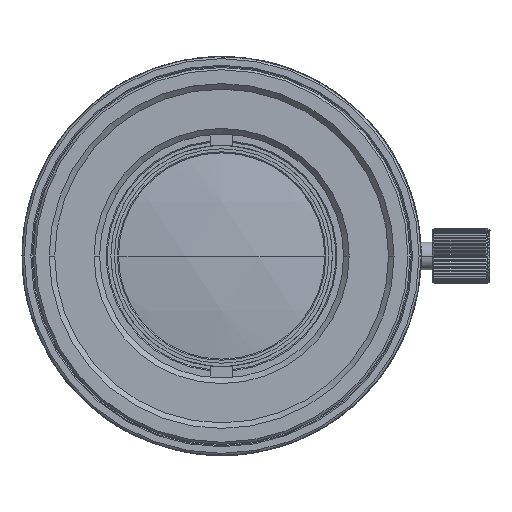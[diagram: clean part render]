
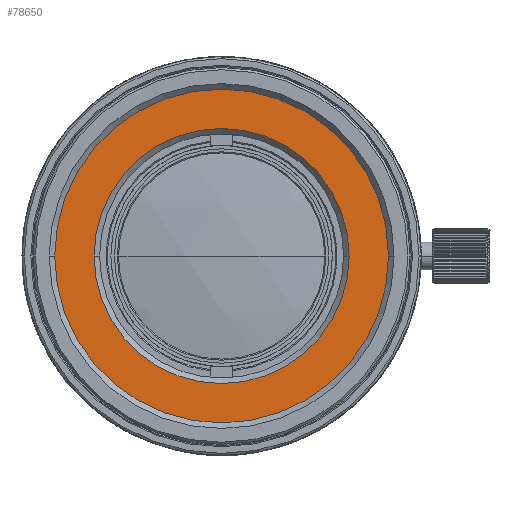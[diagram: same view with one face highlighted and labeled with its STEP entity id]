
A CAD part, left-side view. The second image highlights one B-rep face of the part: STEP entity #78650.
In plain terms, the highlighted planar face has unit normal (-1, 0, 0).
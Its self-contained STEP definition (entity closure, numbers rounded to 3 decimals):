
#780 = CARTESIAN_POINT ( 'NONE',  ( -54.226, 11.5, 0. ) ) ;
#3144 = AXIS2_PLACEMENT_3D ( 'NONE', #17398, #81374, #108545 ) ;
#5975 = FACE_OUTER_BOUND ( 'NONE', #81878, .T. ) ;
#8567 = EDGE_CURVE ( 'NONE', #115115, #116861, #103170, .T. ) ;
#8648 = DIRECTION ( 'NONE',  ( 0., -1., 0. ) ) ;
#9136 = ORIENTED_EDGE ( 'NONE', *, *, #116421, .F. ) ;
#10109 = VERTEX_POINT ( 'NONE', #72978 ) ;
#15237 = CARTESIAN_POINT ( 'NONE',  ( -54.226, -15.55, 0. ) ) ;
#17398 = CARTESIAN_POINT ( 'NONE',  ( -54.226, 0., 0. ) ) ;
#20147 = CARTESIAN_POINT ( 'NONE',  ( -54.226, 0., 0. ) ) ;
#21323 = DIRECTION ( 'NONE',  ( 0., 1., 0. ) ) ;
#24043 = DIRECTION ( 'NONE',  ( 0., 1., 0. ) ) ;
#26989 = ORIENTED_EDGE ( 'NONE', *, *, #32574, .F. ) ;
#29693 = DIRECTION ( 'NONE',  ( -1., 0., 0. ) ) ;
#32574 = EDGE_CURVE ( 'NONE', #10109, #108245, #102218, .T. ) ;
#34321 = PLANE ( 'NONE',  #60359 ) ;
#36396 = CARTESIAN_POINT ( 'NONE',  ( -54.226, 0., 0. ) ) ;
#39436 = CIRCLE ( 'NONE', #95445, 11.5 ) ;
#41566 = DIRECTION ( 'NONE',  ( 1., 0., 0. ) ) ;
#42464 = AXIS2_PLACEMENT_3D ( 'NONE', #20147, #67196, #21323 ) ;
#46295 = CARTESIAN_POINT ( 'NONE',  ( -54.226, -11.5, 0. ) ) ;
#47594 = ORIENTED_EDGE ( 'NONE', *, *, #8567, .F. ) ;
#60359 = AXIS2_PLACEMENT_3D ( 'NONE', #89254, #41566, #24043 ) ;
#67196 = DIRECTION ( 'NONE',  ( 1., 0., 0. ) ) ;
#67440 = ORIENTED_EDGE ( 'NONE', *, *, #87539, .F. ) ;
#69335 = FACE_BOUND ( 'NONE', #117401, .T. ) ;
#72978 = CARTESIAN_POINT ( 'NONE',  ( -54.226, 15.55, 0. ) ) ;
#75771 = DIRECTION ( 'NONE',  ( 0., 1., 0. ) ) ;
#78650 = ADVANCED_FACE ( 'NONE', ( #5975, #69335 ), #34321, .F. ) ;
#81374 = DIRECTION ( 'NONE',  ( 1., 0., 0. ) ) ;
#81878 = EDGE_LOOP ( 'NONE', ( #26989, #9136 ) ) ;
#83635 = DIRECTION ( 'NONE',  ( -1., 0., 0. ) ) ;
#87539 = EDGE_CURVE ( 'NONE', #116861, #115115, #39436, .T. ) ;
#89254 = CARTESIAN_POINT ( 'NONE',  ( -54.226, 0., 0. ) ) ;
#95445 = AXIS2_PLACEMENT_3D ( 'NONE', #102345, #83635, #75771 ) ;
#102218 = CIRCLE ( 'NONE', #42464, 15.55 ) ;
#102345 = CARTESIAN_POINT ( 'NONE',  ( -54.226, 0., 0. ) ) ;
#103170 = CIRCLE ( 'NONE', #109047, 11.5 ) ;
#107233 = CIRCLE ( 'NONE', #3144, 15.55 ) ;
#108245 = VERTEX_POINT ( 'NONE', #15237 ) ;
#108545 = DIRECTION ( 'NONE',  ( 0., -1., 0. ) ) ;
#109047 = AXIS2_PLACEMENT_3D ( 'NONE', #36396, #29693, #8648 ) ;
#115115 = VERTEX_POINT ( 'NONE', #46295 ) ;
#116421 = EDGE_CURVE ( 'NONE', #108245, #10109, #107233, .T. ) ;
#116861 = VERTEX_POINT ( 'NONE', #780 ) ;
#117401 = EDGE_LOOP ( 'NONE', ( #47594, #67440 ) ) ;
